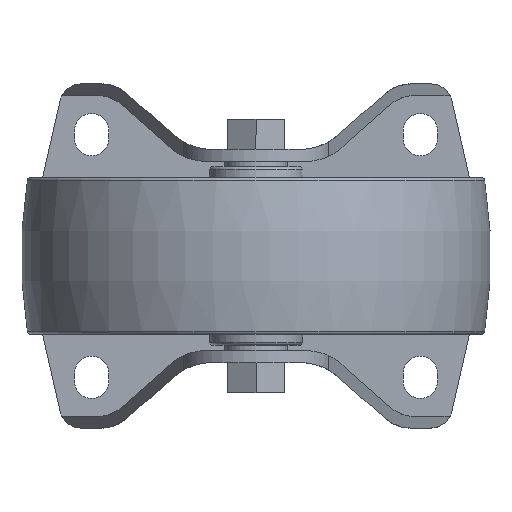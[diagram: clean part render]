
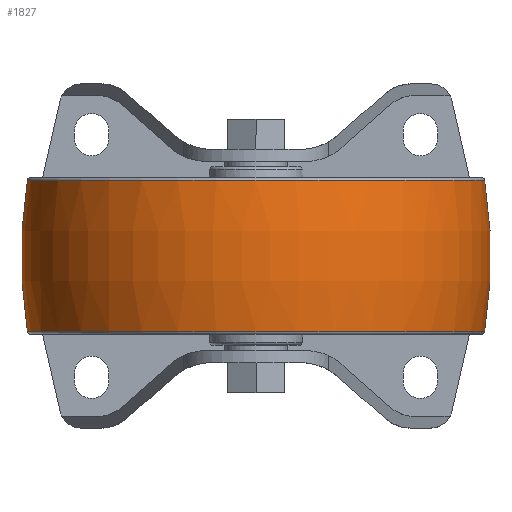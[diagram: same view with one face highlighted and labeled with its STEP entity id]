
A CAD part, front view. The second image highlights one B-rep face of the part: STEP entity #1827.
In plain terms, the highlighted toroidal (fillet/blend) face has major radius 75 mm and minor radius 150 mm.
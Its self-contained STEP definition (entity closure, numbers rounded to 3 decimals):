
#20=DEGENERATE_TOROIDAL_SURFACE('',#2025,75.,150.,
 .F.);
#903=ORIENTED_EDGE('',*,*,#1166,.T.);
#904=ORIENTED_EDGE('',*,*,#1167,.F.);
#1166=EDGE_CURVE('',#1342,#1342,#1414,.T.);
#1167=EDGE_CURVE('',#1343,#1343,#1415,.T.);
#1342=VERTEX_POINT('',#3132);
#1343=VERTEX_POINT('',#3135);
#1414=CIRCLE('',#2024,73.041);
#1415=CIRCLE('',#2026,73.041);
#1541=EDGE_LOOP('',(#903));
#1542=EDGE_LOOP('',(#904));
#1679=FACE_BOUND('',#1541,.T.);
#1680=FACE_BOUND('',#1542,.T.);
#1827=ADVANCED_FACE('',(#1679,#1680),#20,.F.);
#2024=AXIS2_PLACEMENT_3D('',#3131,#2546,#2547);
#2025=AXIS2_PLACEMENT_3D('',#3133,#2548,#2549);
#2026=AXIS2_PLACEMENT_3D('',#3134,#2550,#2551);
#2546=DIRECTION('',(0.,0.,-1.));
#2547=DIRECTION('',(0.,1.,0.));
#2548=DIRECTION('',(0.,0.,-1.));
#2549=DIRECTION('',(0.,1.,0.));
#2550=DIRECTION('',(0.,0.,-1.));
#2551=DIRECTION('',(0.,1.,0.));
#3131=CARTESIAN_POINT('',(0.,0.,24.161));
#3132=CARTESIAN_POINT('',(0.,73.041,24.161));
#3133=CARTESIAN_POINT('',(0.,0.,0.));
#3134=CARTESIAN_POINT('',(0.,0.,-24.161));
#3135=CARTESIAN_POINT('',(0.,73.041,-24.161));
